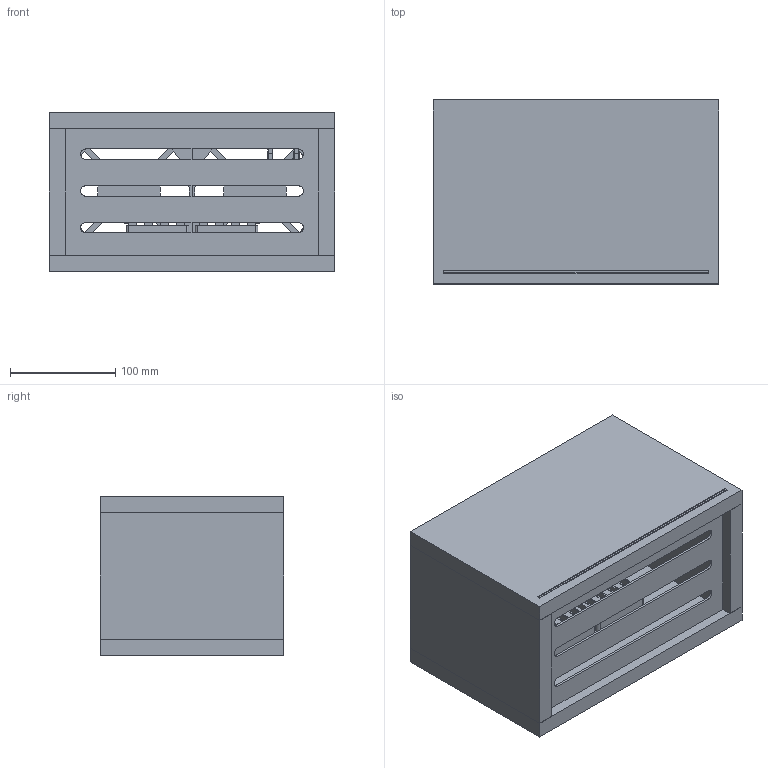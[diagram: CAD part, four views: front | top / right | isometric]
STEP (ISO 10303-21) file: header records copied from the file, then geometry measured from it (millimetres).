
FILE_DESCRIPTION(('FreeCAD Model'),'2;1');
FILE_NAME('Open CASCADE Shape Model','2021-01-04T16:06:26',('Author'),( ''),'Open CASCADE STEP processor 7.4','FreeCAD','Unknown');
FILE_SCHEMA(('AUTOMOTIVE_DESIGN { 1 0 10303 214 1 1 1 1 }'));
Length unit declared in the file: millimetre
Products named in the file (32): Model; LCS_Origin; Bottom; LCS_0001; Body001; Left; LCS_0002; Body002; Right; LCS_0003; Body003; LCS_1; Chassis; Body; Top; LCS_0004; Front_Cover; LCS_0; Body004
Assembly tree (33 placements, depth 3):
  Model
    LCS_Origin
    Bottom
      LCS_0001
      Body001
    Left
      LCS_0002
      Body002
    Right
      LCS_0003
      Body003
    Model  x2
      LCS_Origin
      LCS_1
      Chassis
    Model
      LCS_Origin
      Body
      LCS_1
    Top
      LCS_0004
      Body
    Model  x2
      LCS_Origin
      Body001
      LCS_1
    Front_Cover
      LCS_0
      Body004
    Model
      LCS_Origin
      Body
Bounding box: 272 x 175 x 152 mm (x, y, z)
Volume: 2611023 mm3; surface area: 529436.8 mm2
Topology: 11 solids, 11 shells, 698 faces, 1758 edges, 1070 vertices
Faces by surface type: plane 366, cylinder 248, torus 50, sphere 24, cone 8, revolution 2
Full cylindrical faces by diameter (mm): 2.5 x4, 4.5 x8, 5 x2, 115 x2
Entity records: 31319 total; most frequent: CARTESIAN_POINT 5489, DIRECTION 4898, LINE 3201, VECTOR 3201, ORIENTED_EDGE 2454, PCURVE 2454, DEFINITIONAL_REPRESENTATION 2454, EDGE_CURVE 1227
